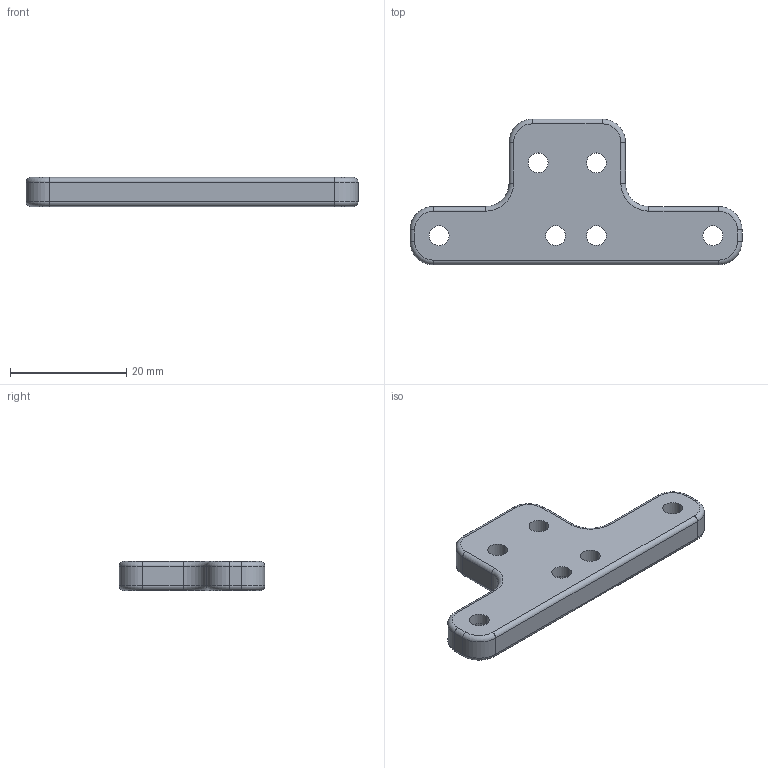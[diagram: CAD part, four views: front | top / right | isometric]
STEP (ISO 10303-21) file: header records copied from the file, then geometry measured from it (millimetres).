
FILE_DESCRIPTION (( 'STEP AP214' ), '1' );
FILE_NAME ('tool head cable relief 2.STEP', '2025-09-18T19:08:16', ( '' ), ( '' ), 'SwSTEP 2.0', 'SolidWorks 2024', '' );
FILE_SCHEMA (( 'AUTOMOTIVE_DESIGN' ));
Length unit declared in the file: millimetre
Products named in the file (1): tool head cable relief 2
Bounding box: 57 x 25 x 5 mm (x, y, z)
Volume: 3931.2 mm3; surface area: 2590.4 mm2
Topology: 1 solids, 1 shells, 68 faces, 160 edges, 96 vertices
Faces by surface type: cylinder 40, torus 16, plane 12
Entity records: 2011 total; most frequent: DIRECTION 394, CARTESIAN_POINT 325, ORIENTED_EDGE 320, AXIS2_PLACEMENT_3D 165, EDGE_CURVE 160, CIRCLE 96, VERTEX_POINT 96, EDGE_LOOP 82
